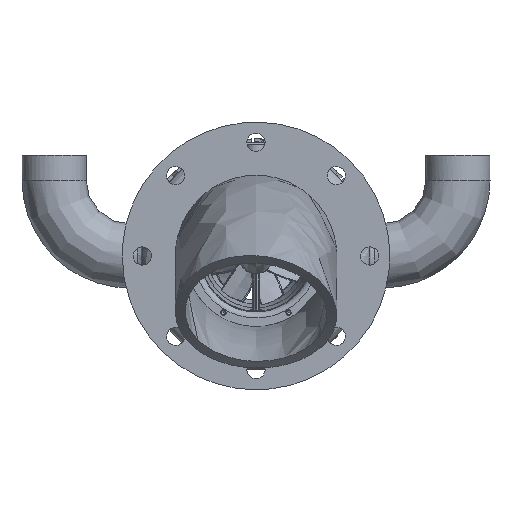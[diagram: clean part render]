
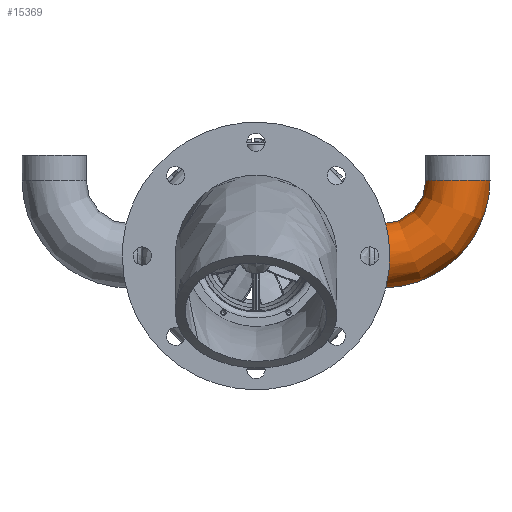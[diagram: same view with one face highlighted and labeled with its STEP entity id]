
A CAD part, front view. The second image highlights one B-rep face of the part: STEP entity #15369.
In plain terms, the highlighted free-form (B-spline) face has degree [2, 2] with [9, 9] control points.
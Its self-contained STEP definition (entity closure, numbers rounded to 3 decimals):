
#14152 = EDGE_CURVE('',#14153,#14155,#14157,.T.);
#14153 = VERTEX_POINT('',#14154);
#14154 = CARTESIAN_POINT('',(125.,0.,-31.75));
#14155 = VERTEX_POINT('',#14156);
#14156 = CARTESIAN_POINT('',(125.,0.,31.75));
#14157 = ( BOUNDED_CURVE() B_SPLINE_CURVE(2,(#14158,#14159,#14160,#14161
,#14162),.UNSPECIFIED.,.F.,.F.) B_SPLINE_CURVE_WITH_KNOTS((3,2,3),(0.,
49.873,99.746),.UNSPECIFIED.) CURVE() 
GEOMETRIC_REPRESENTATION_ITEM() RATIONAL_B_SPLINE_CURVE((1.,
0.707,1.,0.707,1.)) REPRESENTATION_ITEM('') );
#14158 = CARTESIAN_POINT('',(125.,0.,-31.75));
#14159 = CARTESIAN_POINT('',(125.,31.75,-31.75));
#14160 = CARTESIAN_POINT('',(125.,31.75,0.));
#14161 = CARTESIAN_POINT('',(125.,31.75,31.75));
#14162 = CARTESIAN_POINT('',(125.,0.,31.75));
#14164 = EDGE_CURVE('',#14155,#14153,#14165,.T.);
#14165 = ( BOUNDED_CURVE() B_SPLINE_CURVE(2,(#14166,#14167,#14168,#14169
,#14170),.UNSPECIFIED.,.F.,.F.) B_SPLINE_CURVE_WITH_KNOTS((3,2,3),(
    99.746,149.618,199.491),.UNSPECIFIED.) 
CURVE() GEOMETRIC_REPRESENTATION_ITEM() RATIONAL_B_SPLINE_CURVE((1.,
0.707,1.,0.707,1.)) REPRESENTATION_ITEM('') );
#14166 = CARTESIAN_POINT('',(125.,0.,31.75));
#14167 = CARTESIAN_POINT('',(125.,-31.75,31.75));
#14168 = CARTESIAN_POINT('',(125.,-31.75,0.));
#14169 = CARTESIAN_POINT('',(125.,-31.75,-31.75));
#14170 = CARTESIAN_POINT('',(125.,0.,-31.75));
#15340 = VERTEX_POINT('',#15341);
#15341 = CARTESIAN_POINT('',(168.25,0.,75.));
#15346 = EDGE_CURVE('',#15347,#15340,#15349,.T.);
#15347 = VERTEX_POINT('',#15348);
#15348 = CARTESIAN_POINT('',(231.75,0.,75.));
#15349 = ( BOUNDED_CURVE() B_SPLINE_CURVE(2,(#15350,#15351,#15352,#15353
,#15354),.UNSPECIFIED.,.F.,.F.) B_SPLINE_CURVE_WITH_KNOTS((3,2,3),(0.,
49.873,99.746),.UNSPECIFIED.) CURVE() 
GEOMETRIC_REPRESENTATION_ITEM() RATIONAL_B_SPLINE_CURVE((1.,
0.707,1.,0.707,1.)) REPRESENTATION_ITEM('') );
#15350 = CARTESIAN_POINT('',(231.75,0.,75.));
#15351 = CARTESIAN_POINT('',(231.75,-31.75,75.));
#15352 = CARTESIAN_POINT('',(200.,-31.75,75.));
#15353 = CARTESIAN_POINT('',(168.25,-31.75,75.));
#15354 = CARTESIAN_POINT('',(168.25,0.,75.));
#15356 = EDGE_CURVE('',#15340,#15347,#15357,.T.);
#15357 = ( BOUNDED_CURVE() B_SPLINE_CURVE(2,(#15358,#15359,#15360,#15361
,#15362),.UNSPECIFIED.,.F.,.F.) B_SPLINE_CURVE_WITH_KNOTS((3,2,3),(
    99.746,149.618,199.491),.UNSPECIFIED.) 
CURVE() GEOMETRIC_REPRESENTATION_ITEM() RATIONAL_B_SPLINE_CURVE((1.,
0.707,1.,0.707,1.)) REPRESENTATION_ITEM('') );
#15358 = CARTESIAN_POINT('',(168.25,0.,75.));
#15359 = CARTESIAN_POINT('',(168.25,31.75,75.));
#15360 = CARTESIAN_POINT('',(200.,31.75,75.));
#15361 = CARTESIAN_POINT('',(231.75,31.75,75.));
#15362 = CARTESIAN_POINT('',(231.75,0.,75.));
#15369 = ADVANCED_FACE('',(#15370),#15383,.T.);
#15370 = FACE_BOUND('',#15371,.T.);
#15371 = EDGE_LOOP('',(#15372,#15373,#15374,#15380,#15381,#15382));
#15372 = ORIENTED_EDGE('',*,*,#14152,.T.);
#15373 = ORIENTED_EDGE('',*,*,#14164,.T.);
#15374 = ORIENTED_EDGE('',*,*,#15375,.T.);
#15375 = EDGE_CURVE('',#14153,#15347,#15376,.T.);
#15376 = ( BOUNDED_CURVE() B_SPLINE_CURVE(2,(#15377,#15378,#15379),
.UNSPECIFIED.,.F.,.F.) B_SPLINE_CURVE_WITH_KNOTS((3,3),(353.429,
471.239),.PIECEWISE_BEZIER_KNOTS.) CURVE() 
GEOMETRIC_REPRESENTATION_ITEM() RATIONAL_B_SPLINE_CURVE((1.,
0.707,1.)) REPRESENTATION_ITEM('') );
#15377 = CARTESIAN_POINT('',(125.,0.,-31.75));
#15378 = CARTESIAN_POINT('',(231.75,0.,-31.75));
#15379 = CARTESIAN_POINT('',(231.75,0.,75.));
#15380 = ORIENTED_EDGE('',*,*,#15346,.T.);
#15381 = ORIENTED_EDGE('',*,*,#15356,.T.);
#15382 = ORIENTED_EDGE('',*,*,#15375,.F.);
#15383 = ( BOUNDED_SURFACE() B_SPLINE_SURFACE(2,2,(
    (#15384,#15385,#15386,#15387,#15388,#15389,#15390,#15391,#15392)
    ,(#15393,#15394,#15395,#15396,#15397,#15398,#15399,#15400,#15401)
    ,(#15402,#15403,#15404,#15405,#15406,#15407,#15408,#15409,#15410)
    ,(#15411,#15412,#15413,#15414,#15415,#15416,#15417,#15418,#15419)
    ,(#15420,#15421,#15422,#15423,#15424,#15425,#15426,#15427,#15428)
    ,(#15429,#15430,#15431,#15432,#15433,#15434,#15435,#15436,#15437)
    ,(#15438,#15439,#15440,#15441,#15442,#15443,#15444,#15445,#15446)
    ,(#15447,#15448,#15449,#15450,#15451,#15452,#15453,#15454,#15455)
    ,(#15456,#15457,#15458,#15459,#15460,#15461,#15462,#15463,#15464
)),.UNSPECIFIED.,.T.,.T.,.F.) B_SPLINE_SURFACE_WITH_KNOTS((1,2,2,2,2,2,1
    ),(1,2,2,2,2,2,1),(-117.81,0.,117.81,
    235.619,353.429,471.239,589.049),(
    -49.873,0.,49.873,99.746,149.618,
    199.491,249.364),.UNSPECIFIED.) 
GEOMETRIC_REPRESENTATION_ITEM() RATIONAL_B_SPLINE_SURFACE((
    (1.,0.707,1.,0.707,1.,0.707,1.
      ,0.707,1.)
    ,(0.707,0.5,0.707,0.5,0.707,0.5
      ,0.707,0.5,0.707)
    ,(1.,0.707,1.,0.707,1.,0.707,1.
      ,0.707,1.)
    ,(0.707,0.5,0.707,0.5,0.707,0.5
      ,0.707,0.5,0.707)
    ,(1.,0.707,1.,0.707,1.,0.707,1.
      ,0.707,1.)
    ,(0.707,0.5,0.707,0.5,0.707,0.5
      ,0.707,0.5,0.707)
    ,(1.,0.707,1.,0.707,1.,0.707,1.
      ,0.707,1.)
    ,(0.707,0.5,0.707,0.5,0.707,0.5
      ,0.707,0.5,0.707)
    ,(1.,0.707,1.,0.707,1.,0.707,1.
,0.707,1.))) REPRESENTATION_ITEM('') SURFACE() );
#15384 = CARTESIAN_POINT('',(231.75,0.,75.));
#15385 = CARTESIAN_POINT('',(231.75,-31.75,75.));
#15386 = CARTESIAN_POINT('',(200.,-31.75,75.));
#15387 = CARTESIAN_POINT('',(168.25,-31.75,75.));
#15388 = CARTESIAN_POINT('',(168.25,0.,75.));
#15389 = CARTESIAN_POINT('',(168.25,31.75,75.));
#15390 = CARTESIAN_POINT('',(200.,31.75,75.));
#15391 = CARTESIAN_POINT('',(231.75,31.75,75.));
#15392 = CARTESIAN_POINT('',(231.75,0.,75.));
#15393 = CARTESIAN_POINT('',(231.75,0.,181.75));
#15394 = CARTESIAN_POINT('',(231.75,-31.75,181.75));
#15395 = CARTESIAN_POINT('',(200.,-31.75,150.));
#15396 = CARTESIAN_POINT('',(168.25,-31.75,118.25));
#15397 = CARTESIAN_POINT('',(168.25,0.,118.25));
#15398 = CARTESIAN_POINT('',(168.25,31.75,118.25));
#15399 = CARTESIAN_POINT('',(200.,31.75,150.));
#15400 = CARTESIAN_POINT('',(231.75,31.75,181.75));
#15401 = CARTESIAN_POINT('',(231.75,0.,181.75));
#15402 = CARTESIAN_POINT('',(125.,0.,181.75));
#15403 = CARTESIAN_POINT('',(125.,-31.75,181.75));
#15404 = CARTESIAN_POINT('',(125.,-31.75,150.));
#15405 = CARTESIAN_POINT('',(125.,-31.75,118.25));
#15406 = CARTESIAN_POINT('',(125.,0.,118.25));
#15407 = CARTESIAN_POINT('',(125.,31.75,118.25));
#15408 = CARTESIAN_POINT('',(125.,31.75,150.));
#15409 = CARTESIAN_POINT('',(125.,31.75,181.75));
#15410 = CARTESIAN_POINT('',(125.,0.,181.75));
#15411 = CARTESIAN_POINT('',(18.25,0.,181.75));
#15412 = CARTESIAN_POINT('',(18.25,-31.75,181.75));
#15413 = CARTESIAN_POINT('',(50.,-31.75,150.));
#15414 = CARTESIAN_POINT('',(81.75,-31.75,118.25));
#15415 = CARTESIAN_POINT('',(81.75,0.,118.25));
#15416 = CARTESIAN_POINT('',(81.75,31.75,118.25));
#15417 = CARTESIAN_POINT('',(50.,31.75,150.));
#15418 = CARTESIAN_POINT('',(18.25,31.75,181.75));
#15419 = CARTESIAN_POINT('',(18.25,0.,181.75));
#15420 = CARTESIAN_POINT('',(18.25,0.,75.));
#15421 = CARTESIAN_POINT('',(18.25,-31.75,75.));
#15422 = CARTESIAN_POINT('',(50.,-31.75,75.));
#15423 = CARTESIAN_POINT('',(81.75,-31.75,75.));
#15424 = CARTESIAN_POINT('',(81.75,0.,75.));
#15425 = CARTESIAN_POINT('',(81.75,31.75,75.));
#15426 = CARTESIAN_POINT('',(50.,31.75,75.));
#15427 = CARTESIAN_POINT('',(18.25,31.75,75.));
#15428 = CARTESIAN_POINT('',(18.25,0.,75.));
#15429 = CARTESIAN_POINT('',(18.25,0.,-31.75));
#15430 = CARTESIAN_POINT('',(18.25,-31.75,-31.75));
#15431 = CARTESIAN_POINT('',(50.,-31.75,0.));
#15432 = CARTESIAN_POINT('',(81.75,-31.75,31.75));
#15433 = CARTESIAN_POINT('',(81.75,0.,31.75));
#15434 = CARTESIAN_POINT('',(81.75,31.75,31.75));
#15435 = CARTESIAN_POINT('',(50.,31.75,0.));
#15436 = CARTESIAN_POINT('',(18.25,31.75,-31.75));
#15437 = CARTESIAN_POINT('',(18.25,0.,-31.75));
#15438 = CARTESIAN_POINT('',(125.,0.,-31.75));
#15439 = CARTESIAN_POINT('',(125.,-31.75,-31.75));
#15440 = CARTESIAN_POINT('',(125.,-31.75,0.));
#15441 = CARTESIAN_POINT('',(125.,-31.75,31.75));
#15442 = CARTESIAN_POINT('',(125.,0.,31.75));
#15443 = CARTESIAN_POINT('',(125.,31.75,31.75));
#15444 = CARTESIAN_POINT('',(125.,31.75,0.));
#15445 = CARTESIAN_POINT('',(125.,31.75,-31.75));
#15446 = CARTESIAN_POINT('',(125.,0.,-31.75));
#15447 = CARTESIAN_POINT('',(231.75,0.,-31.75));
#15448 = CARTESIAN_POINT('',(231.75,-31.75,-31.75));
#15449 = CARTESIAN_POINT('',(200.,-31.75,0.));
#15450 = CARTESIAN_POINT('',(168.25,-31.75,31.75));
#15451 = CARTESIAN_POINT('',(168.25,0.,31.75));
#15452 = CARTESIAN_POINT('',(168.25,31.75,31.75));
#15453 = CARTESIAN_POINT('',(200.,31.75,0.));
#15454 = CARTESIAN_POINT('',(231.75,31.75,-31.75));
#15455 = CARTESIAN_POINT('',(231.75,0.,-31.75));
#15456 = CARTESIAN_POINT('',(231.75,0.,75.));
#15457 = CARTESIAN_POINT('',(231.75,-31.75,75.));
#15458 = CARTESIAN_POINT('',(200.,-31.75,75.));
#15459 = CARTESIAN_POINT('',(168.25,-31.75,75.));
#15460 = CARTESIAN_POINT('',(168.25,0.,75.));
#15461 = CARTESIAN_POINT('',(168.25,31.75,75.));
#15462 = CARTESIAN_POINT('',(200.,31.75,75.));
#15463 = CARTESIAN_POINT('',(231.75,31.75,75.));
#15464 = CARTESIAN_POINT('',(231.75,0.,75.));
